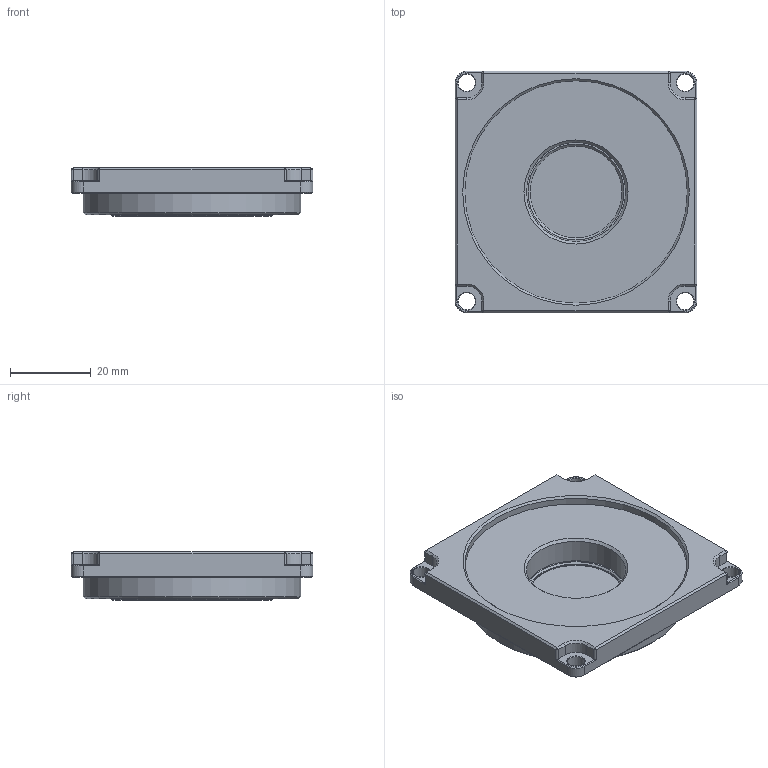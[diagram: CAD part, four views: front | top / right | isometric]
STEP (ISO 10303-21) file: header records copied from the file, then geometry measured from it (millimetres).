
FILE_DESCRIPTION(/* description */ ('step model'),/* implementation_level */ '2;1');
FILE_NAME(/* name */ 'STP-CB-(MECH-CB-CMOUNT-ADAPTER)-ASSM-A.stp',/* time_stamp */ '2017-11-16T11:00:39+01:00',/* author */ ('Spano'),/* organization */ ('Ximea'),/* preprocessor_version */ 'ST-DEVELOPER v16',/* originating_system */ 'SIEMENS PLM Software NX 11.0',/* authorisation */ '');
FILE_SCHEMA (('AUTOMOTIVE_DESIGN { 1 0 10303 214 3 1 1 1 }'));
Length unit declared in the file: millimetre
Products named in the file (6): MECH-MD-GSKT-FLT; FLT-D25; SROB-M1.6X4-TX5-CSK; MECH-CB-CMONUT-RING; MECH-CB-CMOUNT-ADAPTER; ASSEMBLY-CMOUT
Assembly tree (7 placements, depth 2):
  ASSEMBLY-CMOUT
    MECH-CB-CMOUNT-ADAPTER
    MECH-CB-CMONUT-RING
    SROB-M1.6X4-TX5-CSK  x3
    FLT-D25
    MECH-MD-GSKT-FLT
Bounding box: 59.8 x 59.8 x 12.07 mm (x, y, z)
Volume: 25188 mm3; surface area: 12864.7 mm2
Topology: 7 solids, 7 shells, 237 faces, 572 edges, 351 vertices
Faces by surface type: plane 100, cone 88, cylinder 42, torus 7
Full cylindrical faces by diameter (mm): 1.3 x3, 1.6 x6, 3 x3, 4.2 x4, 22.7 x1, 23 x1, 23.1 x1, 24.541 x1, 25 x1, 25.1 x1, 39.8 x1, 40 x1, 53.75 x1, 55 x1
Entity records: 4630 total; most frequent: DIRECTION 840, CARTESIAN_POINT 736, ORIENTED_EDGE 654, AXIS2_PLACEMENT_3D 332, EDGE_CURVE 327, EDGE_LOOP 254, VERTEX_POINT 228, LINE 176
